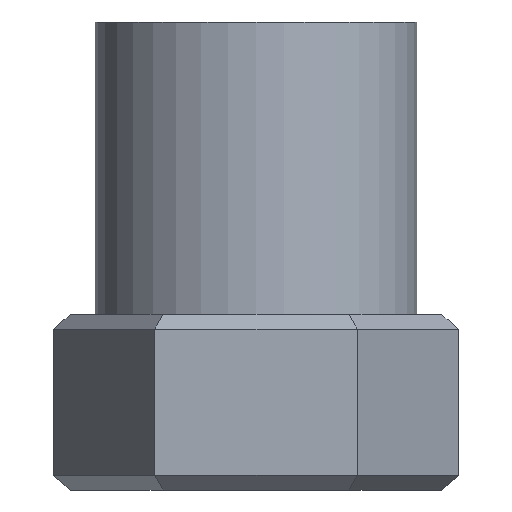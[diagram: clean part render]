
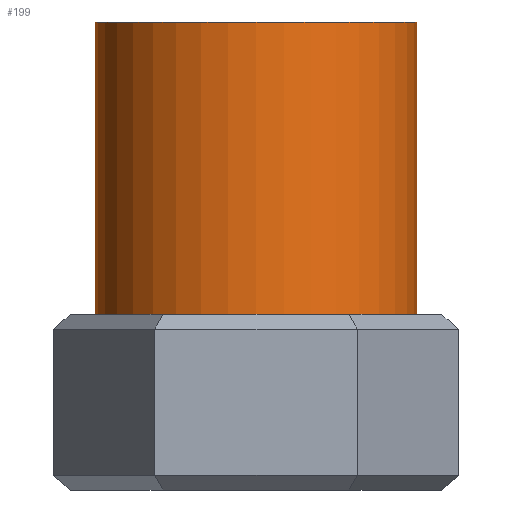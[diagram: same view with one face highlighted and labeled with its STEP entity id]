
A CAD part, front view. The second image highlights one B-rep face of the part: STEP entity #199.
In plain terms, the highlighted cylindrical face has radius 5.5 mm (diameter 11 mm), a partial arc.
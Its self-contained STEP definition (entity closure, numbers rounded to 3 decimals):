
#5 = CYLINDRICAL_SURFACE ( 'NONE', #276, 5.5 ) ;
#41 = EDGE_CURVE ( 'NONE', #183, #278, #698, .T. ) ;
#57 = DIRECTION ( 'NONE',  ( 0., 0., 1. ) ) ;
#68 = CARTESIAN_POINT ( 'NONE',  ( -5.5, 0., 16. ) ) ;
#71 = CARTESIAN_POINT ( 'NONE',  ( -5.5, 0., 6. ) ) ;
#82 = CARTESIAN_POINT ( 'NONE',  ( 5.5, 0., 6. ) ) ;
#85 = CARTESIAN_POINT ( 'NONE',  ( 5.5, 0., 16. ) ) ;
#114 = ORIENTED_EDGE ( 'NONE', *, *, #226, .F. ) ;
#183 = VERTEX_POINT ( 'NONE', #569 ) ;
#185 = DIRECTION ( 'NONE',  ( 0., 0., 1. ) ) ;
#189 = DIRECTION ( 'NONE',  ( -1., 0., 0. ) ) ;
#199 = ADVANCED_FACE ( 'NONE', ( #732 ), #5, .T. ) ;
#206 = VERTEX_POINT ( 'NONE', #71 ) ;
#215 = AXIS2_PLACEMENT_3D ( 'NONE', #260, #185, #438 ) ;
#226 = EDGE_CURVE ( 'NONE', #405, #768, #843, .T. ) ;
#228 = DIRECTION ( 'NONE',  ( 0., 0., 1. ) ) ;
#233 = VECTOR ( 'NONE', #454, 1000. ) ;
#235 = EDGE_LOOP ( 'NONE', ( #681, #114, #733, #440, #900, #754, #769 ) ) ;
#255 = DIRECTION ( 'NONE',  ( 0., 0., 1. ) ) ;
#260 = CARTESIAN_POINT ( 'NONE',  ( 0., 0., 6. ) ) ;
#276 = AXIS2_PLACEMENT_3D ( 'NONE', #333, #580, #189 ) ;
#278 = VERTEX_POINT ( 'NONE', #429 ) ;
#320 = VECTOR ( 'NONE', #802, 1000. ) ;
#333 = CARTESIAN_POINT ( 'NONE',  ( 0., 0., 16. ) ) ;
#355 = DIRECTION ( 'NONE',  ( 1., 0., 0. ) ) ;
#359 = CIRCLE ( 'NONE', #574, 5.5 ) ;
#361 = LINE ( 'NONE', #515, #233 ) ;
#365 = CARTESIAN_POINT ( 'NONE',  ( 0., 0., 16. ) ) ;
#377 = EDGE_CURVE ( 'NONE', #703, #428, #359, .T. ) ;
#385 = DIRECTION ( 'NONE',  ( 1., 0., 0. ) ) ;
#392 = CARTESIAN_POINT ( 'NONE',  ( 5.5, 0., 16. ) ) ;
#405 = VERTEX_POINT ( 'NONE', #68 ) ;
#428 = VERTEX_POINT ( 'NONE', #82 ) ;
#429 = CARTESIAN_POINT ( 'NONE',  ( 0., -5.5, 6. ) ) ;
#438 = DIRECTION ( 'NONE',  ( 1., 0., 0. ) ) ;
#440 = ORIENTED_EDGE ( 'NONE', *, *, #851, .T. ) ;
#453 = CARTESIAN_POINT ( 'NONE',  ( 4.763, -2.75, 6. ) ) ;
#454 = DIRECTION ( 'NONE',  ( 0., 0., -1. ) ) ;
#470 = CARTESIAN_POINT ( 'NONE',  ( 0., 0., 6. ) ) ;
#515 = CARTESIAN_POINT ( 'NONE',  ( -5.5, 0., 16. ) ) ;
#546 = CIRCLE ( 'NONE', #625, 5.5 ) ;
#569 = CARTESIAN_POINT ( 'NONE',  ( -4.763, -2.75, 6. ) ) ;
#574 = AXIS2_PLACEMENT_3D ( 'NONE', #836, #57, #962 ) ;
#580 = DIRECTION ( 'NONE',  ( 0., 0., -1. ) ) ;
#589 = LINE ( 'NONE', #85, #320 ) ;
#625 = AXIS2_PLACEMENT_3D ( 'NONE', #661, #255, #752 ) ;
#661 = CARTESIAN_POINT ( 'NONE',  ( 0., 0., 6. ) ) ;
#681 = ORIENTED_EDGE ( 'NONE', *, *, #1004, .F. ) ;
#690 = DIRECTION ( 'NONE',  ( 0., 0., 1. ) ) ;
#698 = CIRCLE ( 'NONE', #866, 5.5 ) ;
#703 = VERTEX_POINT ( 'NONE', #453 ) ;
#732 = FACE_OUTER_BOUND ( 'NONE', #235, .T. ) ;
#733 = ORIENTED_EDGE ( 'NONE', *, *, #923, .T. ) ;
#752 = DIRECTION ( 'NONE',  ( 1., 0., 0. ) ) ;
#754 = ORIENTED_EDGE ( 'NONE', *, *, #805, .T. ) ;
#768 = VERTEX_POINT ( 'NONE', #392 ) ;
#769 = ORIENTED_EDGE ( 'NONE', *, *, #377, .T. ) ;
#802 = DIRECTION ( 'NONE',  ( 0., 0., -1. ) ) ;
#805 = EDGE_CURVE ( 'NONE', #278, #703, #546, .T. ) ;
#825 = CIRCLE ( 'NONE', #215, 5.5 ) ;
#836 = CARTESIAN_POINT ( 'NONE',  ( 0., 0., 6. ) ) ;
#843 = CIRCLE ( 'NONE', #988, 5.5 ) ;
#851 = EDGE_CURVE ( 'NONE', #206, #183, #825, .T. ) ;
#866 = AXIS2_PLACEMENT_3D ( 'NONE', #470, #228, #385 ) ;
#900 = ORIENTED_EDGE ( 'NONE', *, *, #41, .T. ) ;
#923 = EDGE_CURVE ( 'NONE', #405, #206, #361, .T. ) ;
#962 = DIRECTION ( 'NONE',  ( 1., 0., 0. ) ) ;
#988 = AXIS2_PLACEMENT_3D ( 'NONE', #365, #690, #355 ) ;
#1004 = EDGE_CURVE ( 'NONE', #768, #428, #589, .T. ) ;
